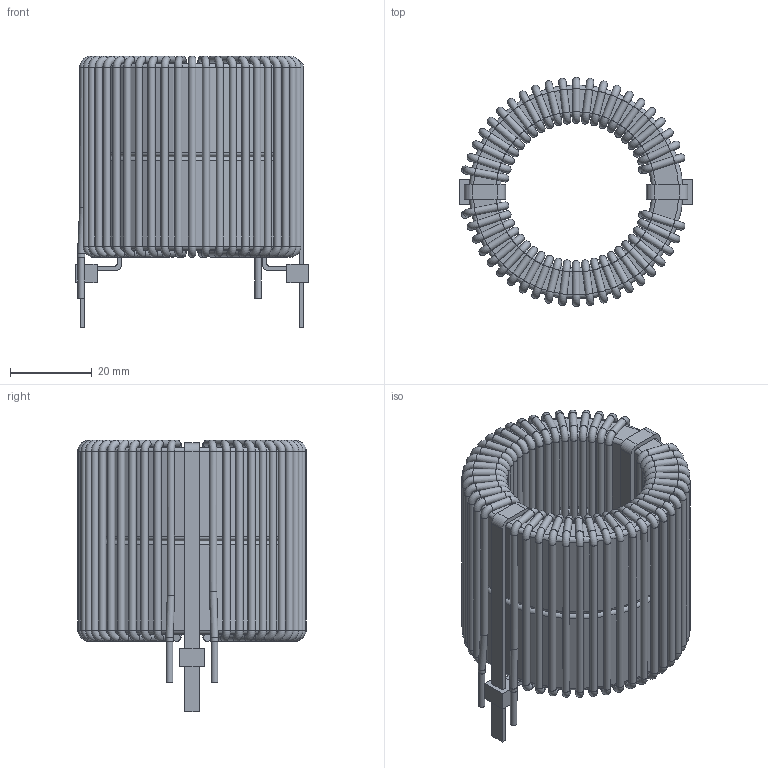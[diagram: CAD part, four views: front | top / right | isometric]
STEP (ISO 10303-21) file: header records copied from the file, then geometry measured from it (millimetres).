
FILE_DESCRIPTION(/* description */ (''),/* implementation_level */ '2;1');
FILE_NAME(/* name */ 'IND_EDA-02863-V2-0_misc1.stp',/* time_stamp */ '2017-02-02T16:33:54+01:00',/* author */ ('jchouvet'),/* organization */ (''),/* preprocessor_version */ 'ST-DEVELOPER v16.1',/* originating_system */ 'AutoCAD Mechanical',/* authorisation */ '');
FILE_SCHEMA (('AUTOMOTIVE_DESIGN { 1 0 10303 214 3 1 1 }'));
Length unit declared in the file: millimetre
Products named in the file (1): Product
Bounding box: 56.8 x 55.92 x 66.4 mm (x, y, z)
Volume: 62074.4 mm3; surface area: 46990.4 mm2
Topology: 54 solids, 54 shells, 444 faces, 908 edges, 492 vertices
Faces by surface type: cylinder 200, torus 180, plane 64
Full cylindrical faces by diameter (mm): 1.6 x4, 1.8 x180, 37.1 x2, 52.3 x2
Entity records: 9628 total; most frequent: DIRECTION 1834, CARTESIAN_POINT 1461, ORIENTED_EDGE 1064, AXIS2_PLACEMENT_3D 857, EDGE_LOOP 820, EDGE_CURVE 532, VERTEX_POINT 484, FACE_OUTER_BOUND 444
